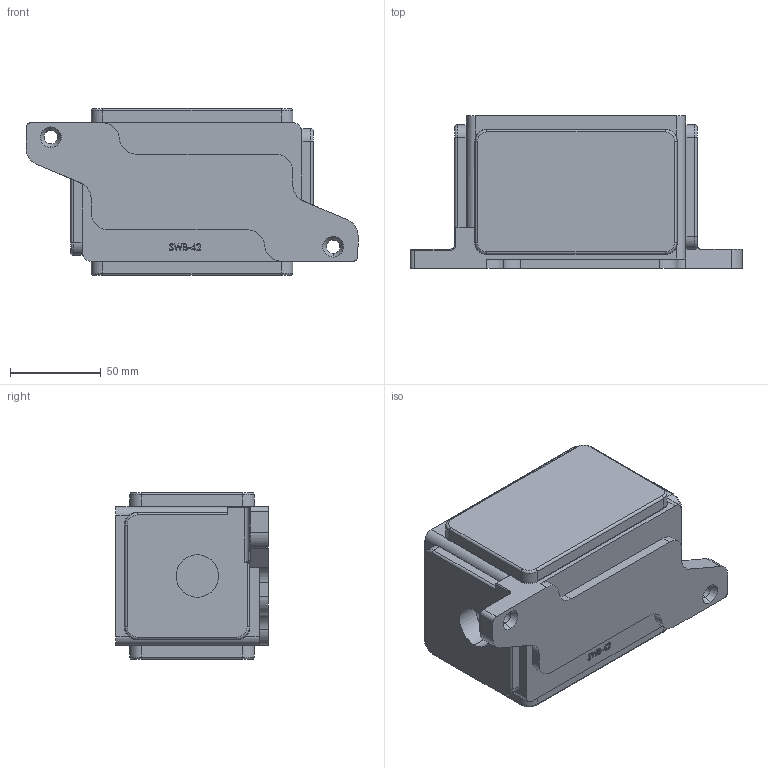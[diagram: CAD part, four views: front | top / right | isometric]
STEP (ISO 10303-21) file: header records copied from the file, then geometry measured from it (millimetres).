
FILE_DESCRIPTION (( 'STEP AP214' ), '1' );
FILE_NAME ('SWB-42.step', '2016-03-09T20:38:45', ( '' ), ( '' ), 'SwSTEP 2.0', 'SolidWorks 2015', '' );
FILE_SCHEMA (( 'AUTOMOTIVE_DESIGN' ));
Length unit declared in the file: inch
Products named in the file (1): SWB-42
Bounding box: 182.88 x 84.14 x 91.95 mm (x, y, z)
Volume: 434881.3 mm3; surface area: 97357.7 mm2
Topology: 1 solids, 1 shells, 351 faces, 912 edges, 572 vertices
Faces by surface type: plane 154, cylinder 113, bspline 35, torus 29, cone 20
Entity records: 12692 total; most frequent: CARTESIAN_POINT 3706, ORIENTED_EDGE 1808, DIRECTION 1723, EDGE_CURVE 904, AXIS2_PLACEMENT_3D 589, VERTEX_POINT 572, VECTOR 545, LINE 545
